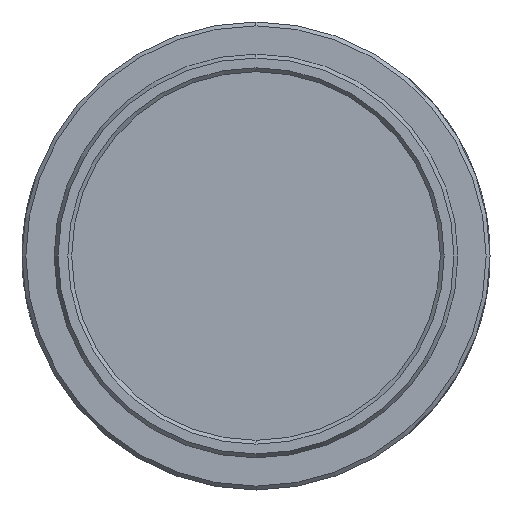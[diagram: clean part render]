
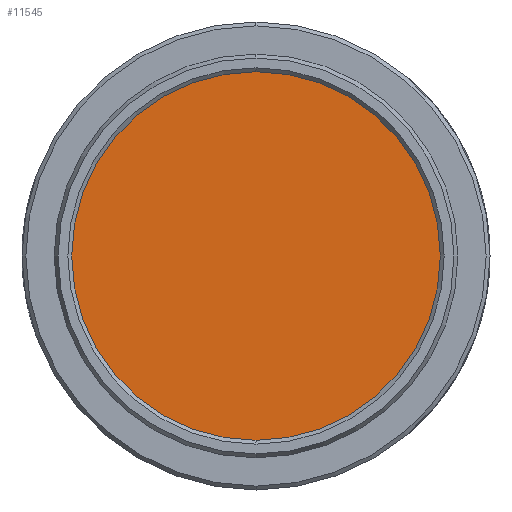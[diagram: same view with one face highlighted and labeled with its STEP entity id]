
A CAD part, left-side view. The second image highlights one B-rep face of the part: STEP entity #11545.
In plain terms, the highlighted planar face has unit normal (-1, 0, 0).
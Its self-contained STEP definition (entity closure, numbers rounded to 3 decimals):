
#411 = CARTESIAN_POINT ( 'NONE',  ( -7.62, 0., 0. ) ) ;
#699 = DIRECTION ( 'NONE',  ( 1., 0., 0. ) ) ;
#886 = EDGE_CURVE ( 'NONE', #9242, #8472, #6958, .T. ) ;
#944 = PLANE ( 'NONE',  #7005 ) ;
#1402 = EDGE_LOOP ( 'NONE', ( #14333, #11374 ) ) ;
#1876 = CIRCLE ( 'NONE', #4647, 12.7 ) ;
#3277 = DIRECTION ( 'NONE',  ( 1., 0., 0. ) ) ;
#4026 = DIRECTION ( 'NONE',  ( 0., -0.216, 0.976 ) ) ;
#4647 = AXIS2_PLACEMENT_3D ( 'NONE', #411, #699, #4026 ) ;
#6194 = AXIS2_PLACEMENT_3D ( 'NONE', #10048, #3277, #7889 ) ;
#6958 = CIRCLE ( 'NONE', #6194, 12.7 ) ;
#7005 = AXIS2_PLACEMENT_3D ( 'NONE', #8841, #7797, #11221 ) ;
#7209 = FACE_OUTER_BOUND ( 'NONE', #1402, .T. ) ;
#7263 = CARTESIAN_POINT ( 'NONE',  ( -7.62, -2.749, 12.399 ) ) ;
#7797 = DIRECTION ( 'NONE',  ( 1., 0., 0. ) ) ;
#7889 = DIRECTION ( 'NONE',  ( 0., -0.216, 0.976 ) ) ;
#8472 = VERTEX_POINT ( 'NONE', #7263 ) ;
#8841 = CARTESIAN_POINT ( 'NONE',  ( -7.62, 0., 0. ) ) ;
#9242 = VERTEX_POINT ( 'NONE', #14599 ) ;
#10048 = CARTESIAN_POINT ( 'NONE',  ( -7.62, 0., 0. ) ) ;
#11221 = DIRECTION ( 'NONE',  ( 0., -0.216, 0.976 ) ) ;
#11374 = ORIENTED_EDGE ( 'NONE', *, *, #886, .F. ) ;
#11545 = ADVANCED_FACE ( 'NONE', ( #7209 ), #944, .F. ) ;
#14333 = ORIENTED_EDGE ( 'NONE', *, *, #14334, .F. ) ;
#14334 = EDGE_CURVE ( 'NONE', #8472, #9242, #1876, .T. ) ;
#14599 = CARTESIAN_POINT ( 'NONE',  ( -7.62, 2.749, -12.399 ) ) ;
